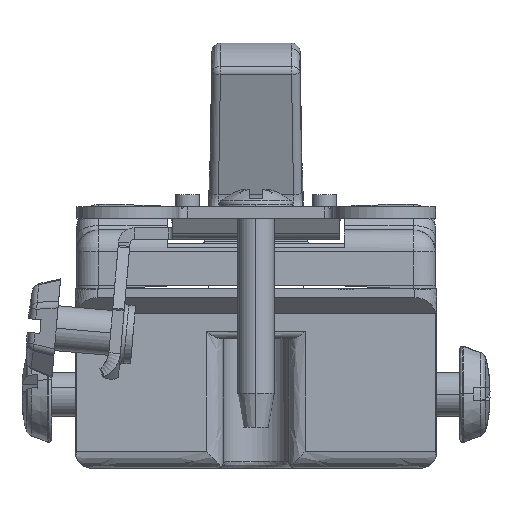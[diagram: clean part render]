
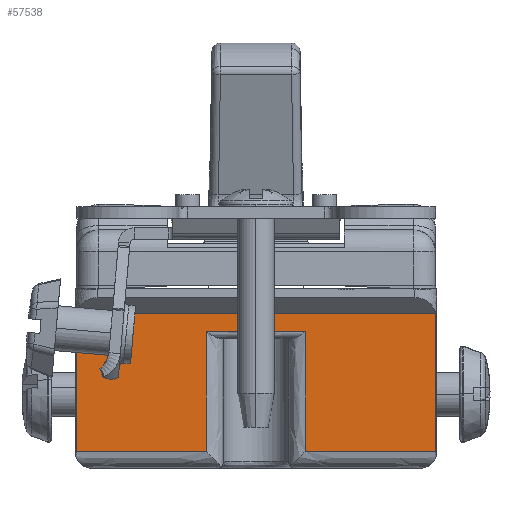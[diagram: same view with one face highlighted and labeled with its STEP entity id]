
A CAD part, left-side view. The second image highlights one B-rep face of the part: STEP entity #57538.
In plain terms, the highlighted planar face has unit normal (-1, 0, 0).
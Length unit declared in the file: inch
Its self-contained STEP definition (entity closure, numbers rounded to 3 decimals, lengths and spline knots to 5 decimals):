
#2488 = ORIENTED_EDGE ( 'NONE', *, *, #56253, .T. ) ;
#3510 = EDGE_CURVE ( 'NONE', #16786, #70178, #48756, .T. ) ;
#6277 = EDGE_CURVE ( 'NONE', #78798, #87134, #38561, .T. ) ;
#9178 = PLANE ( 'NONE',  #87841 ) ;
#11025 = CARTESIAN_POINT ( 'NONE',  ( -1.04583, -0.18158, 0.09755 ) ) ;
#11579 = VECTOR ( 'NONE', #48055, 39.37008 ) ;
#11994 = VECTOR ( 'NONE', #74343, 39.37008 ) ;
#12638 = CARTESIAN_POINT ( 'NONE',  ( -1.04583, -0.65669, 0.16495 ) ) ;
#14280 = CARTESIAN_POINT ( 'NONE',  ( -1.04583, 0.18158, 0.09755 ) ) ;
#14818 = CARTESIAN_POINT ( 'NONE',  ( -1.04583, -0.65669, -0.33905 ) ) ;
#14858 = EDGE_CURVE ( 'NONE', #46462, #80055, #21514, .T. ) ;
#16786 = VERTEX_POINT ( 'NONE', #37078 ) ;
#19746 = VECTOR ( 'NONE', #24857, 39.37008 ) ;
#21149 = EDGE_CURVE ( 'NONE', #78798, #43524, #39749, .T. ) ;
#21514 = LINE ( 'NONE', #14280, #78991 ) ;
#22877 = VECTOR ( 'NONE', #48310, 39.37008 ) ;
#24857 = DIRECTION ( 'NONE',  ( 0., -1., 0. ) ) ;
#29439 = EDGE_CURVE ( 'NONE', #87134, #81000, #44537, .T. ) ;
#30921 = DIRECTION ( 'NONE',  ( 1., 0., 0. ) ) ;
#31409 = EDGE_CURVE ( 'NONE', #16786, #80055, #87040, .T. ) ;
#35996 = CARTESIAN_POINT ( 'NONE',  ( -1.04583, -0.18158, -0.33905 ) ) ;
#37078 = CARTESIAN_POINT ( 'NONE',  ( -1.04583, -0.18158, -0.33905 ) ) ;
#38561 = LINE ( 'NONE', #82519, #92476 ) ;
#38803 = CARTESIAN_POINT ( 'NONE',  ( -1.04583, -0.68953, 0.17755 ) ) ;
#39332 = CARTESIAN_POINT ( 'NONE',  ( -1.04583, 0.65669, -0.33905 ) ) ;
#39749 = LINE ( 'NONE', #39332, #19746 ) ;
#41425 = ORIENTED_EDGE ( 'NONE', *, *, #21149, .T. ) ;
#42430 = DIRECTION ( 'NONE',  ( 0., -1., 0. ) ) ;
#42736 = FACE_OUTER_BOUND ( 'NONE', #52951, .T. ) ;
#43524 = VERTEX_POINT ( 'NONE', #87805 ) ;
#44537 = LINE ( 'NONE', #71318, #11579 ) ;
#45054 = ORIENTED_EDGE ( 'NONE', *, *, #14858, .T. ) ;
#46462 = VERTEX_POINT ( 'NONE', #74835 ) ;
#48055 = DIRECTION ( 'NONE',  ( 0., -1., 0. ) ) ;
#48310 = DIRECTION ( 'NONE',  ( 0., 0., 1. ) ) ;
#48721 = CARTESIAN_POINT ( 'NONE',  ( -1.04583, -0.18158, -0.33905 ) ) ;
#48756 = LINE ( 'NONE', #48721, #89712 ) ;
#52951 = EDGE_LOOP ( 'NONE', ( #54487, #45054, #67585, #58429, #2488, #79621, #82428, #41425 ) ) ;
#54487 = ORIENTED_EDGE ( 'NONE', *, *, #78510, .F. ) ;
#56253 = EDGE_CURVE ( 'NONE', #70178, #81000, #76912, .T. ) ;
#57538 = ADVANCED_FACE ( 'NONE', ( #42736 ), #9178, .F. ) ;
#58429 = ORIENTED_EDGE ( 'NONE', *, *, #3510, .T. ) ;
#67585 = ORIENTED_EDGE ( 'NONE', *, *, #31409, .F. ) ;
#70178 = VERTEX_POINT ( 'NONE', #14818 ) ;
#71318 = CARTESIAN_POINT ( 'NONE',  ( -1.04583, 0.65669, 0.16495 ) ) ;
#74343 = DIRECTION ( 'NONE',  ( 0., 0., 1. ) ) ;
#74835 = CARTESIAN_POINT ( 'NONE',  ( -1.04583, 0.18158, 0.09755 ) ) ;
#76912 = LINE ( 'NONE', #93456, #22877 ) ;
#77208 = CARTESIAN_POINT ( 'NONE',  ( -1.04583, 0.65669, -0.33905 ) ) ;
#78510 = EDGE_CURVE ( 'NONE', #46462, #43524, #95249, .T. ) ;
#78798 = VERTEX_POINT ( 'NONE', #77208 ) ;
#78991 = VECTOR ( 'NONE', #95939, 39.37008 ) ;
#79621 = ORIENTED_EDGE ( 'NONE', *, *, #29439, .F. ) ;
#80055 = VERTEX_POINT ( 'NONE', #11025 ) ;
#81000 = VERTEX_POINT ( 'NONE', #12638 ) ;
#81188 = CARTESIAN_POINT ( 'NONE',  ( -1.04583, 0.18158, 0.09755 ) ) ;
#81485 = DIRECTION ( 'NONE',  ( 0., 0., -1. ) ) ;
#82428 = ORIENTED_EDGE ( 'NONE', *, *, #6277, .F. ) ;
#82519 = CARTESIAN_POINT ( 'NONE',  ( -1.04583, 0.65669, -0.33905 ) ) ;
#83531 = CARTESIAN_POINT ( 'NONE',  ( -1.04583, 0.65669, 0.16495 ) ) ;
#87040 = LINE ( 'NONE', #35996, #11994 ) ;
#87134 = VERTEX_POINT ( 'NONE', #83531 ) ;
#87805 = CARTESIAN_POINT ( 'NONE',  ( -1.04583, 0.18158, -0.33905 ) ) ;
#87841 = AXIS2_PLACEMENT_3D ( 'NONE', #38803, #30921, #91819 ) ;
#89712 = VECTOR ( 'NONE', #42430, 39.37008 ) ;
#90378 = DIRECTION ( 'NONE',  ( 0., 0., 1. ) ) ;
#91819 = DIRECTION ( 'NONE',  ( 0., 0., -1. ) ) ;
#92476 = VECTOR ( 'NONE', #90378, 39.37008 ) ;
#92926 = VECTOR ( 'NONE', #81485, 39.37008 ) ;
#93456 = CARTESIAN_POINT ( 'NONE',  ( -1.04583, -0.65669, -0.33905 ) ) ;
#95249 = LINE ( 'NONE', #81188, #92926 ) ;
#95939 = DIRECTION ( 'NONE',  ( 0., -1., 0. ) ) ;
